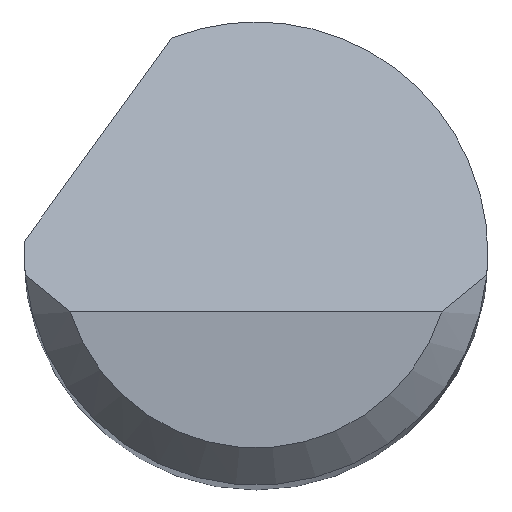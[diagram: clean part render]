
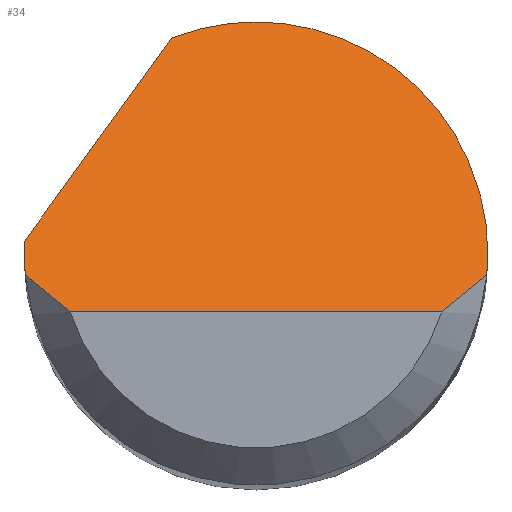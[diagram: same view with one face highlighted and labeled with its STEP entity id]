
A CAD part, top view. The second image highlights one B-rep face of the part: STEP entity #34.
In plain terms, the highlighted planar face has unit normal (0, 0.707, 0.707).
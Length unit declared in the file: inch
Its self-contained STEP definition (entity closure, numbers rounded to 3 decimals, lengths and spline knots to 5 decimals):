
#27 = CARTESIAN_POINT ( 'NONE',  ( -0.09375, -0.00292, 1.97917 ) ) ;
#34 = ADVANCED_FACE ( 'NONE', ( #356 ), #186, .F. ) ;
#39 = ORIENTED_EDGE ( 'NONE', *, *, #327, .F. ) ;
#42 = DIRECTION ( 'NONE',  ( 0.456, 0.629, -0.629 ) ) ;
#44 = CARTESIAN_POINT ( 'NONE',  ( 0., -0.02375, 2. ) ) ;
#50 = AXIS2_PLACEMENT_3D ( 'NONE', #407, #569, #95 ) ;
#71 = CARTESIAN_POINT ( 'NONE',  ( 0.08761, -0.01397, 1.99022 ) ) ;
#95 = DIRECTION ( 'NONE',  ( 0., 0.707, -0.707 ) ) ;
#118 = VERTEX_POINT ( 'NONE', #639 ) ;
#120 = CARTESIAN_POINT ( 'NONE',  ( -0.09375, 0., 1.97625 ) ) ;
#127 = CARTESIAN_POINT ( 'NONE',  ( 0.07508, -0.02375, 2. ) ) ;
#143 = CARTESIAN_POINT ( 'NONE',  ( 0.09375, 0., 1.97625 ) ) ;
#152 = EDGE_CURVE ( 'NONE', #354, #678, #579, .T. ) ;
#153 = CARTESIAN_POINT ( 'NONE',  ( -0.09334, -0.00875, 1.985 ) ) ;
#169 = CARTESIAN_POINT ( 'NONE',  ( -0.03394, 0.08739, 1.88886 ) ) ;
#174 = CARTESIAN_POINT ( 'NONE',  ( -0.09361, -0.00584, 1.98209 ) ) ;
#186 = PLANE ( 'NONE',  #50 ) ;
#196 = ORIENTED_EDGE ( 'NONE', *, *, #358, .T. ) ;
#197 =( BOUNDED_CURVE ( )  B_SPLINE_CURVE ( 3, ( #287, #677, #457, #346 ),
 .UNSPECIFIED., .F., .T. ) 
 B_SPLINE_CURVE_WITH_KNOTS ( ( 4, 4 ),
 ( 1.5708, 1.66427 ),
 .UNSPECIFIED. ) 
 CURVE ( )  GEOMETRIC_REPRESENTATION_ITEM ( )  RATIONAL_B_SPLINE_CURVE ( ( 1., 0.999, 0.999, 1. ) ) 
 REPRESENTATION_ITEM ( '' )  );
#200 = EDGE_CURVE ( 'NONE', #236, #461, #674, .T. ) ;
#201 = ORIENTED_EDGE ( 'NONE', *, *, #200, .T. ) ;
#221 = CARTESIAN_POINT ( 'NONE',  ( 0.09334, -0.00875, 1.985 ) ) ;
#233 = CARTESIAN_POINT ( 'NONE',  ( -0.09334, -0.00875, 1.985 ) ) ;
#236 = VERTEX_POINT ( 'NONE', #127 ) ;
#242 = EDGE_CURVE ( 'NONE', #310, #387, #543, .T. ) ;
#245 = VECTOR ( 'NONE', #290, 39.37008 ) ;
#256 = ORIENTED_EDGE ( 'NONE', *, *, #308, .F. ) ;
#267 = CARTESIAN_POINT ( 'NONE',  ( -0.09371, 0.00333, 1.97292 ) ) ;
#271 =( BOUNDED_CURVE ( )  B_SPLINE_CURVE ( 3, ( #663, #174, #27, #120 ),
 .UNSPECIFIED., .F., .T. ) 
 B_SPLINE_CURVE_WITH_KNOTS ( ( 4, 4 ),
 ( 4.61892, 4.71239 ),
 .UNSPECIFIED. ) 
 CURVE ( )  GEOMETRIC_REPRESENTATION_ITEM ( )  RATIONAL_B_SPLINE_CURVE ( ( 1., 0.999, 0.999, 1. ) ) 
 REPRESENTATION_ITEM ( '' )  );
#272 = ORIENTED_EDGE ( 'NONE', *, *, #242, .F. ) ;
#275 = CARTESIAN_POINT ( 'NONE',  ( 0.09375, 0., 1.97625 ) ) ;
#283 = CARTESIAN_POINT ( 'NONE',  ( 0.07508, -0.02375, 2. ) ) ;
#287 = CARTESIAN_POINT ( 'NONE',  ( 0.09375, 0., 1.97625 ) ) ;
#290 = DIRECTION ( 'NONE',  ( 1., 0., 0. ) ) ;
#308 = EDGE_CURVE ( 'NONE', #354, #118, #271, .T. ) ;
#310 = VERTEX_POINT ( 'NONE', #329 ) ;
#318 = CARTESIAN_POINT ( 'NONE',  ( -0.07508, -0.02375, 2. ) ) ;
#325 = ORIENTED_EDGE ( 'NONE', *, *, #445, .F. ) ;
#327 = EDGE_CURVE ( 'NONE', #118, #391, #615, .T. ) ;
#329 = CARTESIAN_POINT ( 'NONE',  ( -0.03394, 0.08739, 1.88886 ) ) ;
#346 = CARTESIAN_POINT ( 'NONE',  ( 0.09334, -0.00875, 1.985 ) ) ;
#354 = VERTEX_POINT ( 'NONE', #233 ) ;
#356 = FACE_OUTER_BOUND ( 'NONE', #672, .T. ) ;
#358 = EDGE_CURVE ( 'NONE', #678, #236, #611, .T. ) ;
#382 = CARTESIAN_POINT ( 'NONE',  ( 0.03379, 0.11369, 1.86256 ) ) ;
#385 = EDGE_CURVE ( 'NONE', #387, #461, #197, .T. ) ;
#387 = VERTEX_POINT ( 'NONE', #143 ) ;
#391 = VERTEX_POINT ( 'NONE', #460 ) ;
#403 = ORIENTED_EDGE ( 'NONE', *, *, #152, .T. ) ;
#407 = CARTESIAN_POINT ( 'NONE',  ( -0.09375, -0.02375, 2. ) ) ;
#445 = EDGE_CURVE ( 'NONE', #391, #310, #561, .T. ) ;
#457 = CARTESIAN_POINT ( 'NONE',  ( 0.09361, -0.00584, 1.98209 ) ) ;
#460 = CARTESIAN_POINT ( 'NONE',  ( -0.09362, 0.005, 1.97125 ) ) ;
#461 = VERTEX_POINT ( 'NONE', #619 ) ;
#479 = CARTESIAN_POINT ( 'NONE',  ( -0.08157, -0.019, 1.99525 ) ) ;
#487 = CARTESIAN_POINT ( 'NONE',  ( -0.09362, 0.005, 1.97125 ) ) ;
#490 = CARTESIAN_POINT ( 'NONE',  ( -0.09375, 0.00167, 1.97458 ) ) ;
#506 = CARTESIAN_POINT ( 'NONE',  ( -0.11014, -0.01781, 1.99406 ) ) ;
#511 = VECTOR ( 'NONE', #42, 39.37008 ) ;
#543 =( BOUNDED_CURVE ( )  B_SPLINE_CURVE ( 3, ( #169, #382, #603, #275 ),
 .UNSPECIFIED., .F., .T. ) 
 B_SPLINE_CURVE_WITH_KNOTS ( ( 4, 4 ),
 ( 5.91277, 7.85398 ),
 .UNSPECIFIED. ) 
 CURVE ( )  GEOMETRIC_REPRESENTATION_ITEM ( )  RATIONAL_B_SPLINE_CURVE ( ( 1., 0.71, 0.71, 1. ) ) 
 REPRESENTATION_ITEM ( '' )  );
#561 = LINE ( 'NONE', #506, #511 ) ;
#569 = DIRECTION ( 'NONE',  ( 0., -0.707, -0.707 ) ) ;
#579 = B_SPLINE_CURVE_WITH_KNOTS ( 'NONE', 3,
 ( #153, #643, #479, #318 ),
 .UNSPECIFIED., .F., .F.,
 ( 4, 4 ),
 ( 0., 0.00071 ),
 .UNSPECIFIED. ) ;
#603 = CARTESIAN_POINT ( 'NONE',  ( 0.09375, 0.07266, 1.90359 ) ) ;
#607 = CARTESIAN_POINT ( 'NONE',  ( 0.08157, -0.019, 1.99525 ) ) ;
#611 = LINE ( 'NONE', #44, #245 ) ;
#615 =( BOUNDED_CURVE ( )  B_SPLINE_CURVE ( 3, ( #651, #490, #267, #487 ),
 .UNSPECIFIED., .F., .T. ) 
 B_SPLINE_CURVE_WITH_KNOTS ( ( 4, 4 ),
 ( 4.71239, 4.76575 ),
 .UNSPECIFIED. ) 
 CURVE ( )  GEOMETRIC_REPRESENTATION_ITEM ( )  RATIONAL_B_SPLINE_CURVE ( ( 1., 1., 1., 1. ) ) 
 REPRESENTATION_ITEM ( '' )  );
#619 = CARTESIAN_POINT ( 'NONE',  ( 0.09334, -0.00875, 1.985 ) ) ;
#628 = ORIENTED_EDGE ( 'NONE', *, *, #385, .F. ) ;
#639 = CARTESIAN_POINT ( 'NONE',  ( -0.09375, 0., 1.97625 ) ) ;
#643 = CARTESIAN_POINT ( 'NONE',  ( -0.08761, -0.01397, 1.99022 ) ) ;
#651 = CARTESIAN_POINT ( 'NONE',  ( -0.09375, 0., 1.97625 ) ) ;
#662 = CARTESIAN_POINT ( 'NONE',  ( -0.07508, -0.02375, 2. ) ) ;
#663 = CARTESIAN_POINT ( 'NONE',  ( -0.09334, -0.00875, 1.985 ) ) ;
#672 = EDGE_LOOP ( 'NONE', ( #196, #201, #628, #272, #325, #39, #256, #403 ) ) ;
#674 = B_SPLINE_CURVE_WITH_KNOTS ( 'NONE', 3,
 ( #283, #607, #71, #221 ),
 .UNSPECIFIED., .F., .F.,
 ( 4, 4 ),
 ( 0., 0.00071 ),
 .UNSPECIFIED. ) ;
#677 = CARTESIAN_POINT ( 'NONE',  ( 0.09375, -0.00292, 1.97917 ) ) ;
#678 = VERTEX_POINT ( 'NONE', #662 ) ;
